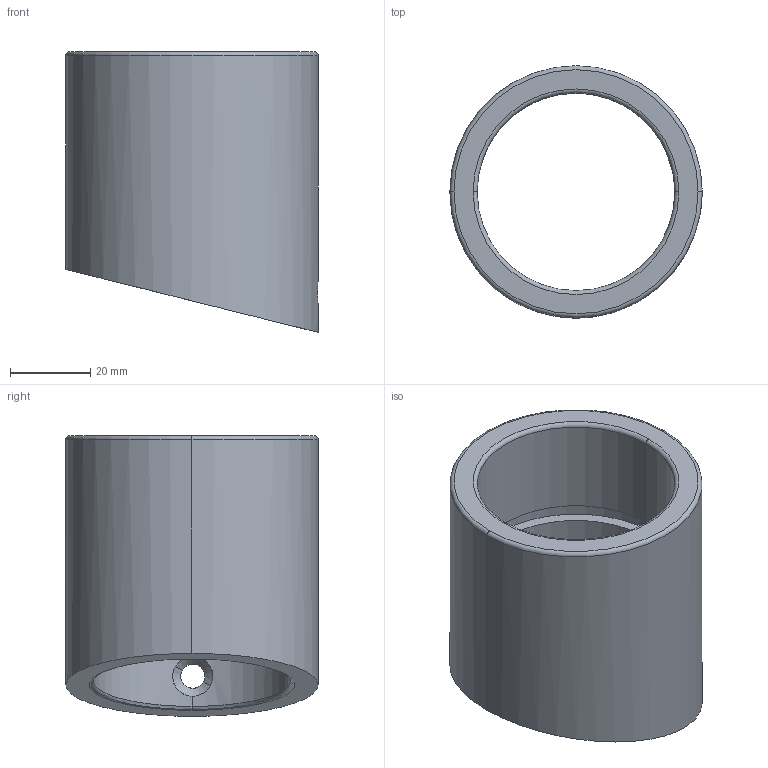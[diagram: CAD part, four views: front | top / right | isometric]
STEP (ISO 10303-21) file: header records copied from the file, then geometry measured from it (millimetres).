
FILE_DESCRIPTION(('CATIA V5 STEP Exchange'),'2;1');
FILE_NAME('PALIER DE MECHE DE SAFRAN - BAS.stp','2020-05-30T10:33:04+00:00',('none'),('none'),'CATIA Version 5 Release 21 SP 1 (IN-10)','CATIA V5 STEP AP214','none');
FILE_SCHEMA(('AUTOMOTIVE_DESIGN { 1 0 10303 214 1 1 1 1 }'));
Length unit declared in the file: millimetre
Products named in the file (1): PALIER DE MECHE DE SAFRAN - PALIER BAS
Bounding box: 62.9 x 62.9 x 70 mm (x, y, z)
Volume: 72010.8 mm3; surface area: 25183.9 mm2
Topology: 1 solids, 1 shells, 24 faces, 58 edges, 36 vertices
Faces by surface type: cylinder 12, plane 4, torus 4, cone 2, bspline 2
Entity records: 1067 total; most frequent: CARTESIAN_POINT 543, ORIENTED_EDGE 116, DIRECTION 72, EDGE_CURVE 58, AXIS2_PLACEMENT_3D 41, VERTEX_POINT 36, EDGE_LOOP 28, ADVANCED_FACE 24
